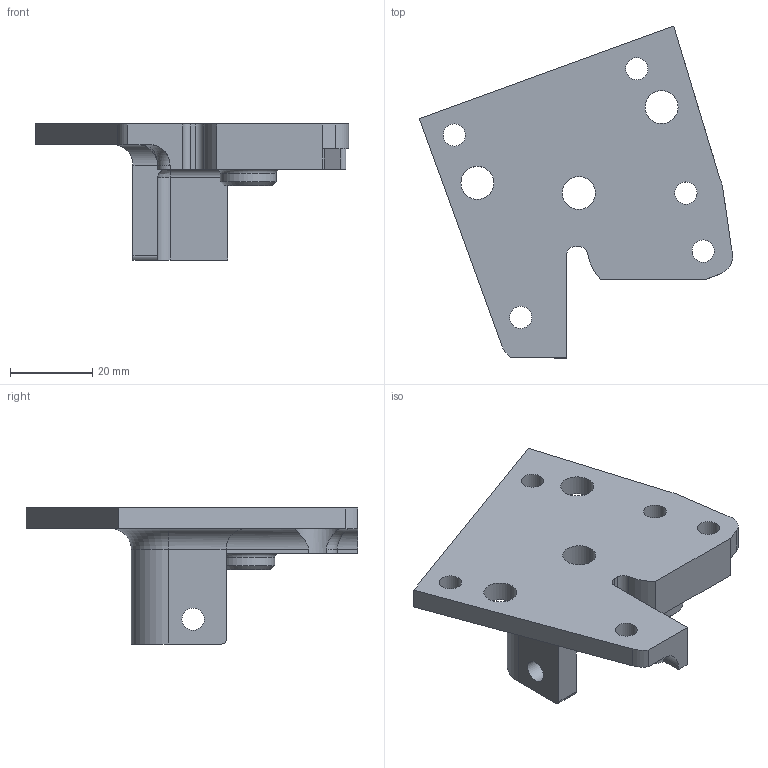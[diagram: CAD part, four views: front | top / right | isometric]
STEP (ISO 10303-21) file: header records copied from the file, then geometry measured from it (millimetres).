
FILE_DESCRIPTION( ( 'Unknown' ), '1' );
FILE_NAME( 'Z-motor-bracket.stp', 'Unknown', ( 'Ed Sells' ), ( 'University of Bath' ), 'XStep 1.0', 'Solid Edge v19', ' ' );
FILE_SCHEMA( ( 'CONFIG_CONTROL_DESIGN' ) );
Length unit declared in the file: millimetre
Products named in the file (1): 1
Bounding box: 76.06 x 80.53 x 33 mm (x, y, z)
Volume: 31559.4 mm3; surface area: 12388.6 mm2
Topology: 1 solids, 1 shells, 68 faces, 193 edges, 128 vertices
Faces by surface type: cylinder 35, plane 28, torus 3, cone 1, bspline 1
Full cylindrical faces by diameter (mm): 5.4 x6, 8 x3, 13.6 x1
Entity records: 2237 total; most frequent: CARTESIAN_POINT 438, DIRECTION 374, ORIENTED_EDGE 344, EDGE_CURVE 172, AXIS2_PLACEMENT_3D 137, VERTEX_POINT 119, LINE 100, VECTOR 100
